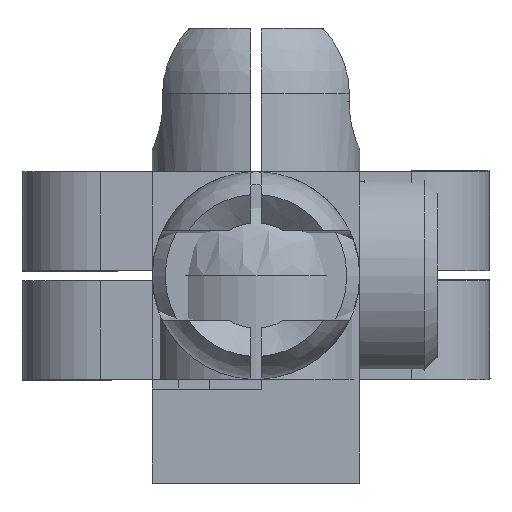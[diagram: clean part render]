
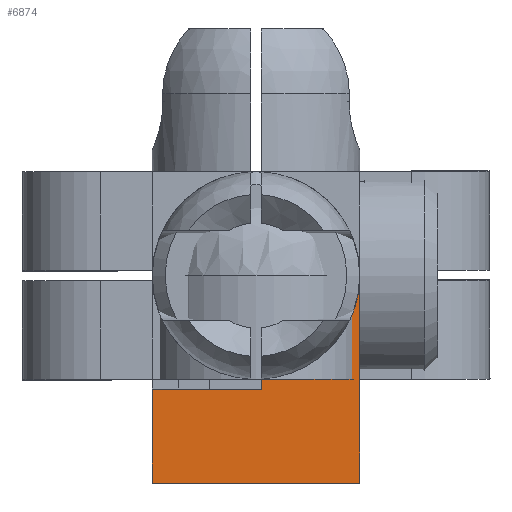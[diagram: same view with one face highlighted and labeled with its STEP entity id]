
A CAD part, left-side view. The second image highlights one B-rep face of the part: STEP entity #6874.
In plain terms, the highlighted planar face has unit normal (-1, 0, 0).
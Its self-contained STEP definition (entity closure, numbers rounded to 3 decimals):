
#426=PLANE('',#7570);
#778=LINE('',#11426,#1270);
#813=LINE('',#11861,#1305);
#814=LINE('',#11864,#1306);
#815=LINE('',#11866,#1307);
#816=LINE('',#11867,#1308);
#1270=VECTOR('',#8854,10.);
#1305=VECTOR('',#9057,10.);
#1306=VECTOR('',#9060,10.);
#1307=VECTOR('',#9061,10.);
#1308=VECTOR('',#9062,10.);
#1842=FACE_OUTER_BOUND('',#2247,.T.);
#2247=EDGE_LOOP('',(#5664,#5665,#5666,#5667,#5668,#5669));
#2640=CIRCLE('',#7557,4.);
#3121=VERTEX_POINT('',#11423);
#3122=VERTEX_POINT('',#11425);
#3192=VERTEX_POINT('',#11836);
#3195=VERTEX_POINT('',#11859);
#3196=VERTEX_POINT('',#11863);
#3197=VERTEX_POINT('',#11865);
#3964=EDGE_CURVE('',#3122,#3121,#778,.T.);
#4063=EDGE_CURVE('',#3122,#3192,#2640,.T.);
#4072=EDGE_CURVE('',#3195,#3121,#813,.T.);
#4073=EDGE_CURVE('',#3195,#3196,#814,.T.);
#4074=EDGE_CURVE('',#3196,#3197,#815,.T.);
#4075=EDGE_CURVE('',#3197,#3192,#816,.T.);
#5664=ORIENTED_EDGE('',*,*,#4072,.F.);
#5665=ORIENTED_EDGE('',*,*,#4073,.T.);
#5666=ORIENTED_EDGE('',*,*,#4074,.T.);
#5667=ORIENTED_EDGE('',*,*,#4075,.T.);
#5668=ORIENTED_EDGE('',*,*,#4063,.F.);
#5669=ORIENTED_EDGE('',*,*,#3964,.T.);
#6874=ADVANCED_FACE('',(#1842),#426,.T.);
#7557=AXIS2_PLACEMENT_3D('',#11842,#9028,#9029);
#7570=AXIS2_PLACEMENT_3D('',#11862,#9058,#9059);
#8854=DIRECTION('',(0.,0.,-1.));
#9028=DIRECTION('center_axis',(-1.,0.,0.));
#9029=DIRECTION('ref_axis',(0.,1.,0.));
#9057=DIRECTION('',(0.,-1.,0.));
#9058=DIRECTION('center_axis',(-1.,0.,0.));
#9059=DIRECTION('ref_axis',(0.,-1.,0.));
#9060=DIRECTION('',(0.,0.,-1.));
#9061=DIRECTION('',(0.,-1.,0.));
#9062=DIRECTION('',(0.,0.,1.));
#11423=CARTESIAN_POINT('',(-11.5,-0.2,-4.4));
#11425=CARTESIAN_POINT('',(-11.5,-0.2,-3.995));
#11426=CARTESIAN_POINT('',(-11.5,-0.2,0.376));
#11836=CARTESIAN_POINT('',(-11.5,-4.,0.));
#11842=CARTESIAN_POINT('Origin',(-11.5,0.,0.));
#11859=CARTESIAN_POINT('',(-11.5,4.,-4.4));
#11861=CARTESIAN_POINT('',(-11.5,-1.,-4.4));
#11862=CARTESIAN_POINT('Origin',(-11.5,-2.,-2.));
#11863=CARTESIAN_POINT('',(-11.5,4.,-8.));
#11864=CARTESIAN_POINT('',(-11.5,4.,0.376));
#11865=CARTESIAN_POINT('',(-11.5,-4.,-8.));
#11866=CARTESIAN_POINT('',(-11.5,-4.,-8.));
#11867=CARTESIAN_POINT('',(-11.5,-4.,4.));
